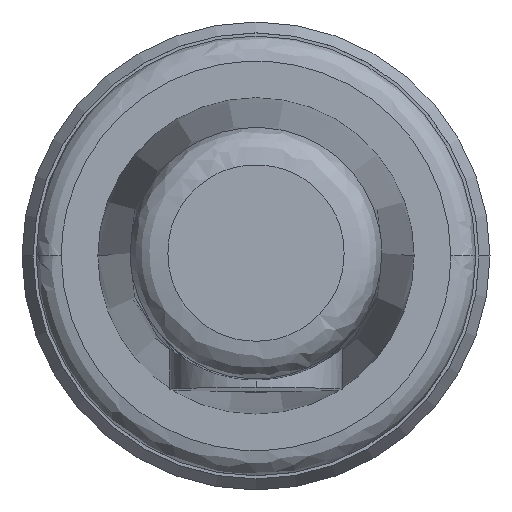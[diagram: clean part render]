
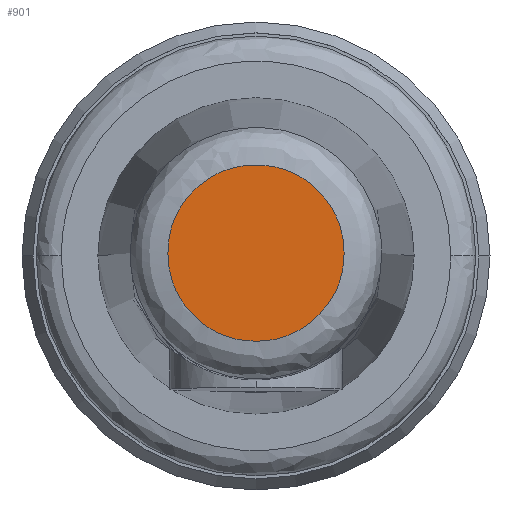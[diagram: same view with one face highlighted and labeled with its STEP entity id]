
A CAD part, top view. The second image highlights one B-rep face of the part: STEP entity #901.
In plain terms, the highlighted planar face has unit normal (0, 0, 1).
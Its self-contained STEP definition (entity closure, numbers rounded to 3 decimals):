
#43 = CARTESIAN_POINT ( 'NONE',  ( 0., 0., 263.5 ) ) ;
#60 = CARTESIAN_POINT ( 'NONE',  ( -3.675, -13.6, 263.5 ) ) ;
#82 = CARTESIAN_POINT ( 'NONE',  ( 12.012, 7.394, 263.5 ) ) ;
#98 = CARTESIAN_POINT ( 'NONE',  ( -1.914, 14.026, 263.5 ) ) ;
#117 = EDGE_CURVE ( 'NONE', #400, #313, #1533, .T. ) ;
#181 = CARTESIAN_POINT ( 'NONE',  ( -1.882, -13.939, 263.5 ) ) ;
#189 = CARTESIAN_POINT ( 'NONE',  ( 9.231, -10.6, 263.5 ) ) ;
#214 = ORIENTED_EDGE ( 'NONE', *, *, #117, .T. ) ;
#237 = CARTESIAN_POINT ( 'NONE',  ( 3.745, 13.675, 263.5 ) ) ;
#253 = CARTESIAN_POINT ( 'NONE',  ( -7.371, 12.026, 263.5 ) ) ;
#259 = CARTESIAN_POINT ( 'NONE',  ( -9.2, 10.598, 263.5 ) ) ;
#300 = EDGE_CURVE ( 'NONE', #313, #400, #681, .T. ) ;
#313 = VERTEX_POINT ( 'NONE', #601 ) ;
#323 = CARTESIAN_POINT ( 'NONE',  ( 1.95, -14.02, 263.5 ) ) ;
#349 = CARTESIAN_POINT ( 'NONE',  ( 14.023, 0., 263.5 ) ) ;
#400 = VERTEX_POINT ( 'NONE', #1181 ) ;
#487 = CARTESIAN_POINT ( 'NONE',  ( -14.023, -1.94, 263.5 ) ) ;
#541 = FACE_OUTER_BOUND ( 'NONE', #1094, .T. ) ;
#584 = AXIS2_PLACEMENT_3D ( 'NONE', #43, #1052, #1748 ) ;
#601 = CARTESIAN_POINT ( 'NONE',  ( -14.023, 0., 263.5 ) ) ;
#647 = CARTESIAN_POINT ( 'NONE',  ( 14.023, 0., 263.5 ) ) ;
#651 = CARTESIAN_POINT ( 'NONE',  ( 14.023, 1.935, 263.5 ) ) ;
#668 = CARTESIAN_POINT ( 'NONE',  ( -12.818, 6.298, 263.5 ) ) ;
#672 = CARTESIAN_POINT ( 'NONE',  ( -13.936, 1.907, 263.5 ) ) ;
#681 = B_SPLINE_CURVE_WITH_KNOTS ( 'NONE', 3,
 ( #1478, #487, #740, #1744, #1346, #1495, #894, #767, #1772, #1044, #60, #181, #1190, #323, #1622, #745, #1049, #189, #1481, #937, #647 ),
 .UNSPECIFIED., .F., .F.,
 ( 4, 1, 1, 1, 2, 2, 1, 2, 2, 1, 2, 2, 4 ),
 ( 0.5, 0.563, 0.594, 0.609, 0.617, 0.625, 0.688, 0.719, 0.75, 0.812, 0.844, 0.875, 1. ),
 .UNSPECIFIED. ) ;
#701 = CARTESIAN_POINT ( 'NONE',  ( -8.479, 11.195, 263.5 ) ) ;
#740 = CARTESIAN_POINT ( 'NONE',  ( -13.508, -4.638, 263.5 ) ) ;
#745 = CARTESIAN_POINT ( 'NONE',  ( 7.004, -12.223, 263.5 ) ) ;
#767 = CARTESIAN_POINT ( 'NONE',  ( -10.066, -9.766, 263.5 ) ) ;
#894 = CARTESIAN_POINT ( 'NONE',  ( -10.234, -9.591, 263.5 ) ) ;
#901 = ADVANCED_FACE ( 'NONE', ( #541 ), #1768, .T. ) ;
#927 = CARTESIAN_POINT ( 'NONE',  ( 13.509, 4.626, 263.5 ) ) ;
#937 = CARTESIAN_POINT ( 'NONE',  ( 14.023, -3.874, 263.5 ) ) ;
#955 = CARTESIAN_POINT ( 'NONE',  ( 10.257, 9.574, 263.5 ) ) ;
#1044 = CARTESIAN_POINT ( 'NONE',  ( -6.26, -12.834, 263.5 ) ) ;
#1049 = CARTESIAN_POINT ( 'NONE',  ( 8.512, -11.197, 263.5 ) ) ;
#1052 = DIRECTION ( 'NONE',  ( 0., 0., 1. ) ) ;
#1094 = EDGE_LOOP ( 'NONE', ( #214, #1548 ) ) ;
#1097 = CARTESIAN_POINT ( 'NONE',  ( 7.044, 12.306, 263.5 ) ) ;
#1104 = CARTESIAN_POINT ( 'NONE',  ( 11.178, 8.501, 263.5 ) ) ;
#1181 = CARTESIAN_POINT ( 'NONE',  ( 14.023, 0., 263.5 ) ) ;
#1190 = CARTESIAN_POINT ( 'NONE',  ( -0.947, -14.023, 263.5 ) ) ;
#1268 = CARTESIAN_POINT ( 'NONE',  ( -14.023, 0., 263.5 ) ) ;
#1346 = CARTESIAN_POINT ( 'NONE',  ( -11.024, -8.705, 263.5 ) ) ;
#1425 = CARTESIAN_POINT ( 'NONE',  ( -9.551, 10.279, 263.5 ) ) ;
#1478 = CARTESIAN_POINT ( 'NONE',  ( -14.023, 0., 263.5 ) ) ;
#1481 = CARTESIAN_POINT ( 'NONE',  ( 12.653, -7.179, 263.5 ) ) ;
#1495 = CARTESIAN_POINT ( 'NONE',  ( -10.556, -9.239, 263.5 ) ) ;
#1531 = CARTESIAN_POINT ( 'NONE',  ( 1.952, 14.019, 263.5 ) ) ;
#1533 = B_SPLINE_CURVE_WITH_KNOTS ( 'NONE', 3,
 ( #349, #651, #927, #82, #1104, #1775, #955, #1802, #1097, #237, #1531, #98, #1839, #253, #701, #259, #1425, #1707, #668, #1545, #672, #1700, #1268 ),
 .UNSPECIFIED., .F., .F.,
 ( 4, 1, 1, 2, 2, 2, 2, 1, 1, 2, 2, 1, 2, 4 ),
 ( 0., 0.062, 0.094, 0.109, 0.125, 0.187, 0.25, 0.312, 0.344, 0.359, 0.375, 0.438, 0.469, 0.5 ),
 .UNSPECIFIED. ) ;
#1545 = CARTESIAN_POINT ( 'NONE',  ( -13.592, 3.707, 263.5 ) ) ;
#1548 = ORIENTED_EDGE ( 'NONE', *, *, #300, .T. ) ;
#1622 = CARTESIAN_POINT ( 'NONE',  ( 4.635, -13.505, 263.5 ) ) ;
#1700 = CARTESIAN_POINT ( 'NONE',  ( -14.023, 0.971, 263.5 ) ) ;
#1707 = CARTESIAN_POINT ( 'NONE',  ( -11.27, 8.567, 263.5 ) ) ;
#1744 = CARTESIAN_POINT ( 'NONE',  ( -12.003, -7.411, 263.5 ) ) ;
#1748 = DIRECTION ( 'NONE',  ( 1., 0., 0. ) ) ;
#1768 = PLANE ( 'NONE',  #584 ) ;
#1772 = CARTESIAN_POINT ( 'NONE',  ( -8.526, -11.3, 263.5 ) ) ;
#1775 = CARTESIAN_POINT ( 'NONE',  ( 10.579, 9.221, 263.5 ) ) ;
#1802 = CARTESIAN_POINT ( 'NONE',  ( 8.551, 11.281, 263.5 ) ) ;
#1839 = CARTESIAN_POINT ( 'NONE',  ( -4.603, 13.517, 263.5 ) ) ;
